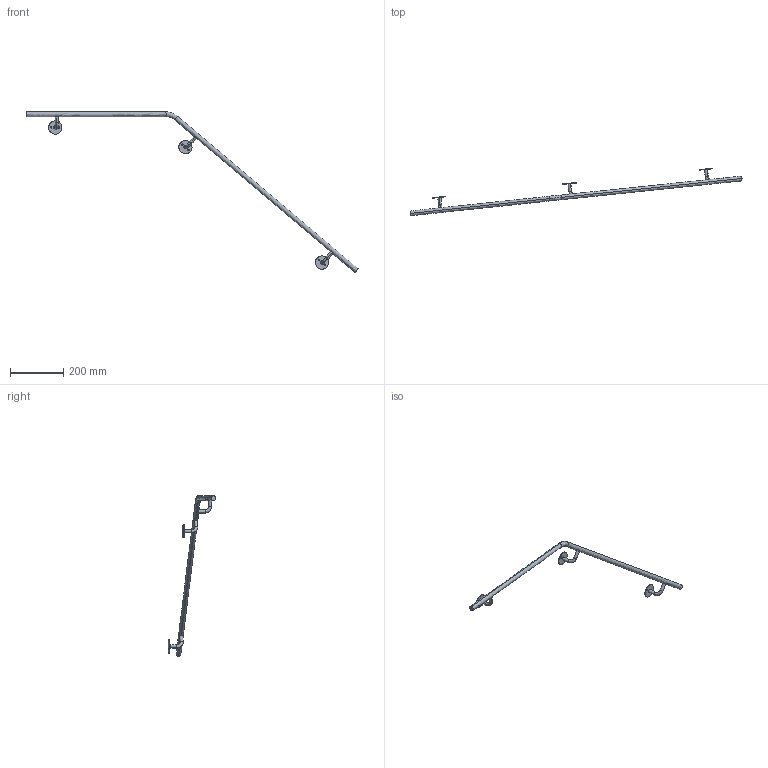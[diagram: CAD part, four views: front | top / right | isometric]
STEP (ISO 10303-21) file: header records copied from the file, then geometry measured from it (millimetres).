
FILE_DESCRIPTION(('CATIA V5 STEP Exchange'),'2;1');
FILE_NAME('R2.stp','2023-06-01T12:20:55+00:00',('none'),('none'),'CATIA Version 5 Release 19 SP 7 (IN-10)','CATIA V5 STEP AP203','none');
FILE_SCHEMA(('CONFIG_CONTROL_DESIGN'));
Length unit declared in the file: millimetre
Products named in the file (1): Escaliers C_1
Bounding box: 1249.72 x 179.91 x 603.89 mm (x, y, z)
Volume: 412935.7 mm3; surface area: 104999 mm2
Topology: 1 solids, 1 shells, 50 faces, 119 edges, 74 vertices
Faces by surface type: bspline 24, cylinder 12, plane 8, extrusion 6
Entity records: 3001 total; most frequent: CARTESIAN_POINT 2119, ORIENTED_EDGE 238, EDGE_CURVE 119, VERTEX_POINT 74, DIRECTION 68, EDGE_LOOP 65, ADVANCED_FACE 50, FACE_OUTER_BOUND 50
